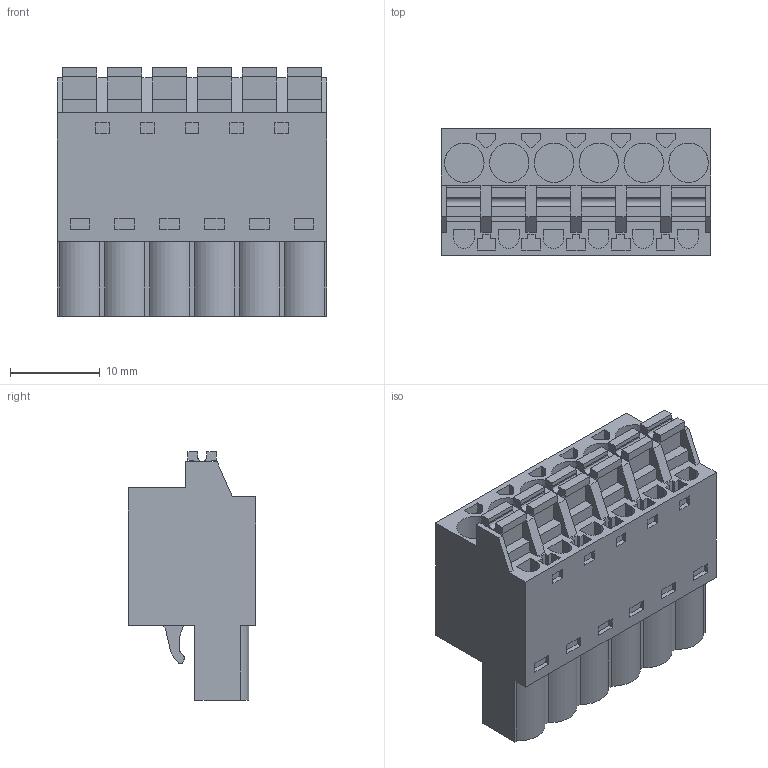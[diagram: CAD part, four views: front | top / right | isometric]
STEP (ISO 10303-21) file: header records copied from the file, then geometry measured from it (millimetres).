
FILE_DESCRIPTION(('CATIA V5 STEP Exchange','CAx-IF Rec.Pracs.--- Model Styling and Organization---1.2---2011-12-15'),'2;1');
FILE_NAME ('D1446749_0_1017720000_1017720000.stp','2017-04-27T12:05:40+00:00',('none'),('Weidmueller'),'CATIA Version 5-6 Release 2014','CATIA V5 STEP AP214','none');
FILE_SCHEMA(('AUTOMOTIVE_DESIGN { 1 0 10303 214 1 1 1 1 }'));
Length unit declared in the file: millimetre
Products named in the file (1): 1017720000
Bounding box: 30 x 14.2 x 27.73 mm (x, y, z)
Volume: 7538.2 mm3; surface area: 4309.4 mm2
Topology: 7 solids, 7 shells, 507 faces, 1465 edges, 1019 vertices
Faces by surface type: plane 457, cylinder 46, extrusion 4
Entity records: 16478 total; most frequent: CARTESIAN_POINT 3072, ORIENTED_EDGE 2930, DIRECTION 2158, EDGE_CURVE 1465, VECTOR 1358, LINE 1354, VERTEX_POINT 1019, EDGE_LOOP 564
